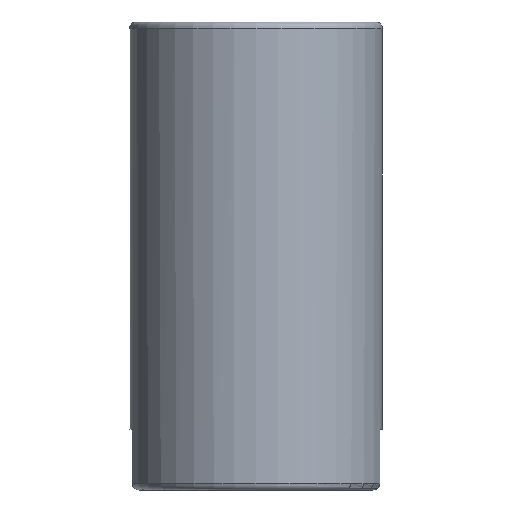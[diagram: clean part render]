
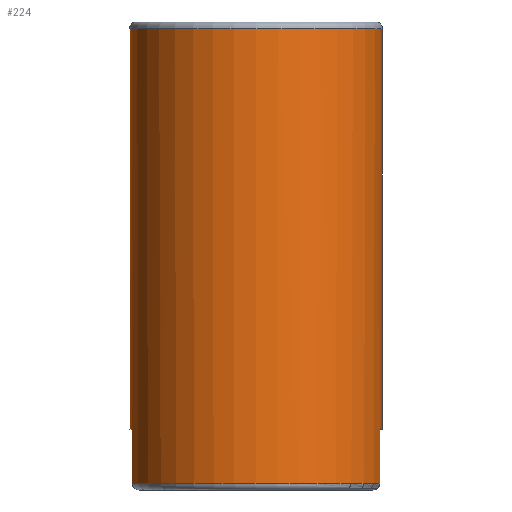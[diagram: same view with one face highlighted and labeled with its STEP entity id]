
A CAD part, front view. The second image highlights one B-rep face of the part: STEP entity #224.
In plain terms, the highlighted cylindrical face has radius 2.388 mm (diameter 4.775 mm), a full revolution.
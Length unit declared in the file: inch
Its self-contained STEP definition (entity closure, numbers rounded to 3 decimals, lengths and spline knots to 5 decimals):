
#2 = CARTESIAN_POINT ( 'NONE',  ( 0.09206, 0.019, 0.005 ) ) ;
#7 = CARTESIAN_POINT ( 'NONE',  ( 0.09206, 0.019, 0.045 ) ) ;
#8 = CARTESIAN_POINT ( 'NONE',  ( -0.09206, -0.019, 0.045 ) ) ;
#10 = CARTESIAN_POINT ( 'NONE',  ( 0.09206, -0.019, 0.045 ) ) ;
#35 = CARTESIAN_POINT ( 'NONE',  ( -0.09206, -0.019, 0.005 ) ) ;
#43 = DIRECTION ( 'NONE',  ( 0., 0., 1. ) ) ;
#44 = DIRECTION ( 'NONE',  ( 1., 0., 0. ) ) ;
#47 = CARTESIAN_POINT ( 'NONE',  ( 0., 0., 0.37381 ) ) ;
#70 = CARTESIAN_POINT ( 'NONE',  ( -0.09206, 0.019, 0.045 ) ) ;
#91 = CARTESIAN_POINT ( 'NONE',  ( 0.09206, -0.019, 0.005 ) ) ;
#101 = CARTESIAN_POINT ( 'NONE',  ( -0.09206, 0.019, 0.005 ) ) ;
#192 = EDGE_CURVE ( 'NONE', #428, #469, #2504, .T. ) ;
#193 = EDGE_CURVE ( 'NONE', #483, #490, #2503, .T. ) ;
#196 = EDGE_CURVE ( 'NONE', #469, #486, #2495, .T. ) ;
#197 = EDGE_CURVE ( 'NONE', #490, #420, #2509, .T. ) ;
#199 = EDGE_CURVE ( 'NONE', #968, #968, #2511, .T. ) ;
#224 = ADVANCED_FACE ( 'NONE', ( #2546, #2550 ), #2549, .T. ) ;
#420 = VERTEX_POINT ( 'NONE', #7 ) ;
#423 = VERTEX_POINT ( 'NONE', #8 ) ;
#424 = VERTEX_POINT ( 'NONE', #35 ) ;
#428 = VERTEX_POINT ( 'NONE', #2 ) ;
#469 = VERTEX_POINT ( 'NONE', #101 ) ;
#483 = VERTEX_POINT ( 'NONE', #91 ) ;
#486 = VERTEX_POINT ( 'NONE', #70 ) ;
#490 = VERTEX_POINT ( 'NONE', #10 ) ;
#906 = CARTESIAN_POINT ( 'NONE',  ( -0.09206, -0.019, 0.37381 ) ) ;
#907 = DIRECTION ( 'NONE',  ( 0., 0., -1. ) ) ;
#918 = CARTESIAN_POINT ( 'NONE',  ( 0.09206, 0.019, 0.37381 ) ) ;
#919 = DIRECTION ( 'NONE',  ( 0., 0., -1. ) ) ;
#924 = CARTESIAN_POINT ( 'NONE',  ( 0., 0., 0.045 ) ) ;
#925 = DIRECTION ( 'NONE',  ( 0., 0., 1. ) ) ;
#926 = DIRECTION ( 'NONE',  ( 1., 0., 0. ) ) ;
#943 = CARTESIAN_POINT ( 'NONE',  ( 0., 0., 0.005 ) ) ;
#944 = DIRECTION ( 'NONE',  ( 0., 0., 1. ) ) ;
#945 = DIRECTION ( 'NONE',  ( 1., 0., 0. ) ) ;
#968 = VERTEX_POINT ( 'NONE', #969 ) ;
#969 = CARTESIAN_POINT ( 'NONE',  ( 0.094, 0., 0.343 ) ) ;
#1017 = EDGE_CURVE ( 'NONE', #423, #424, #2577, .T. ) ;
#1023 = EDGE_CURVE ( 'NONE', #420, #428, #2590, .T. ) ;
#1025 = EDGE_CURVE ( 'NONE', #486, #423, #2593, .T. ) ;
#1027 = EDGE_CURVE ( 'NONE', #424, #483, #2594, .T. ) ;
#1030 = AXIS2_PLACEMENT_3D ( 'NONE', #1758, #1749, #1748 ) ;
#1042 = AXIS2_PLACEMENT_3D ( 'NONE', #1737, #1717, #1716 ) ;
#1043 = AXIS2_PLACEMENT_3D ( 'NONE', #1714, #1683, #1682 ) ;
#1069 = AXIS2_PLACEMENT_3D ( 'NONE', #47, #43, #44 ) ;
#1074 = AXIS2_PLACEMENT_3D ( 'NONE', #943, #944, #945 ) ;
#1075 = AXIS2_PLACEMENT_3D ( 'NONE', #924, #925, #926 ) ;
#1682 = DIRECTION ( 'NONE',  ( 1., 0., 0. ) ) ;
#1683 = DIRECTION ( 'NONE',  ( 0., 0., 1. ) ) ;
#1714 = CARTESIAN_POINT ( 'NONE',  ( 0., 0., 0.343 ) ) ;
#1716 = DIRECTION ( 'NONE',  ( 1., 0., 0. ) ) ;
#1717 = DIRECTION ( 'NONE',  ( 0., 0., 1. ) ) ;
#1723 = DIRECTION ( 'NONE',  ( 0., 0., 1. ) ) ;
#1737 = CARTESIAN_POINT ( 'NONE',  ( 0., 0., 0.045 ) ) ;
#1740 = CARTESIAN_POINT ( 'NONE',  ( -0.09206, 0.019, 0.37381 ) ) ;
#1746 = DIRECTION ( 'NONE',  ( 0., 0., 1. ) ) ;
#1748 = DIRECTION ( 'NONE',  ( 1., 0., 0. ) ) ;
#1749 = DIRECTION ( 'NONE',  ( 0., 0., 1. ) ) ;
#1758 = CARTESIAN_POINT ( 'NONE',  ( 0., 0., 0.005 ) ) ;
#1795 = CARTESIAN_POINT ( 'NONE',  ( 0.09206, -0.019, 0.37381 ) ) ;
#2340 = ORIENTED_EDGE ( 'NONE', *, *, #199, .F. ) ;
#2341 = ORIENTED_EDGE ( 'NONE', *, *, #196, .T. ) ;
#2342 = ORIENTED_EDGE ( 'NONE', *, *, #1025, .T. ) ;
#2343 = ORIENTED_EDGE ( 'NONE', *, *, #1017, .T. ) ;
#2344 = ORIENTED_EDGE ( 'NONE', *, *, #1027, .T. ) ;
#2345 = ORIENTED_EDGE ( 'NONE', *, *, #193, .T. ) ;
#2400 = EDGE_LOOP ( 'NONE', ( #2341, #2342, #2343, #2344, #2345, #2415, #2416, #2417 ) ) ;
#2407 = EDGE_LOOP ( 'NONE', ( #2340 ) ) ;
#2415 = ORIENTED_EDGE ( 'NONE', *, *, #197, .T. ) ;
#2416 = ORIENTED_EDGE ( 'NONE', *, *, #1023, .T. ) ;
#2417 = ORIENTED_EDGE ( 'NONE', *, *, #192, .T. ) ;
#2495 = LINE ( 'NONE', #1740, #2505 ) ;
#2499 = VECTOR ( 'NONE', #1746, 39.37008 ) ;
#2503 = LINE ( 'NONE', #1795, #2499 ) ;
#2504 = CIRCLE ( 'NONE', #1030, 0.094 ) ;
#2505 = VECTOR ( 'NONE', #1723, 39.37008 ) ;
#2509 = CIRCLE ( 'NONE', #1042, 0.094 ) ;
#2511 = CIRCLE ( 'NONE', #1043, 0.094 ) ;
#2546 = FACE_OUTER_BOUND ( 'NONE', #2407, .T. ) ;
#2549 = CYLINDRICAL_SURFACE ( 'NONE', #1069, 0.094 ) ;
#2550 = FACE_OUTER_BOUND ( 'NONE', #2400, .T. ) ;
#2577 = LINE ( 'NONE', #906, #2579 ) ;
#2579 = VECTOR ( 'NONE', #907, 39.37008 ) ;
#2590 = LINE ( 'NONE', #918, #2591 ) ;
#2591 = VECTOR ( 'NONE', #919, 39.37008 ) ;
#2593 = CIRCLE ( 'NONE', #1075, 0.094 ) ;
#2594 = CIRCLE ( 'NONE', #1074, 0.094 ) ;
